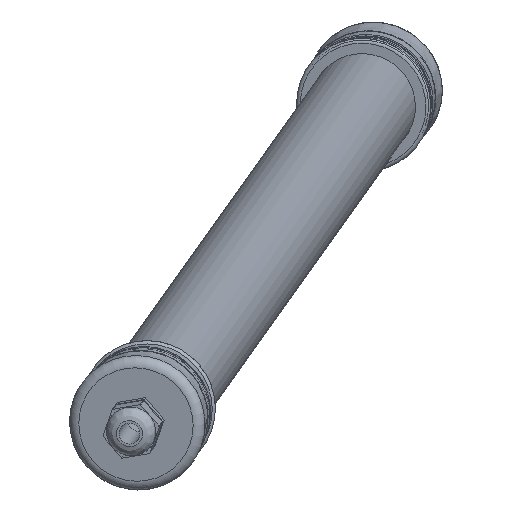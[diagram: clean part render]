
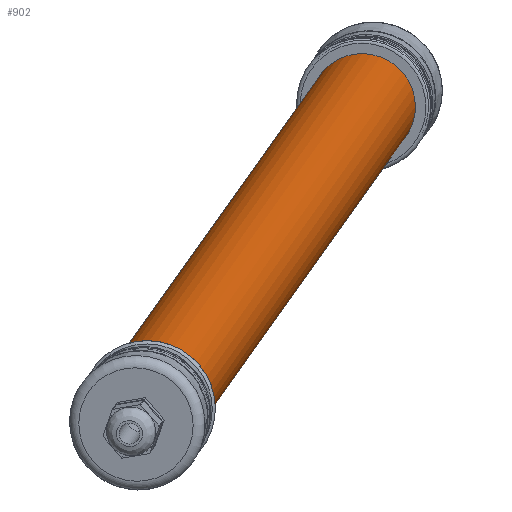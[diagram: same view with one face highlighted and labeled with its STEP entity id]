
A CAD part, left-side view. The second image highlights one B-rep face of the part: STEP entity #902.
In plain terms, the highlighted cylindrical face has radius 25 mm (diameter 50 mm), a full revolution.
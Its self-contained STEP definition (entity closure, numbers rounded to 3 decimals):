
#60=LINE('',#1532,#122);
#122=VECTOR('',#1219,25.);
#184=CYLINDRICAL_SURFACE('',#1069,25.);
#226=FACE_OUTER_BOUND('',#287,.T.);
#287=EDGE_LOOP('',(#635,#636,#637,#638));
#357=CIRCLE('',#1067,25.);
#359=CIRCLE('',#1070,25.);
#419=VERTEX_POINT('',#1525);
#421=VERTEX_POINT('',#1530);
#503=EDGE_CURVE('',#419,#419,#357,.T.);
#505=EDGE_CURVE('',#421,#421,#359,.T.);
#506=EDGE_CURVE('',#421,#419,#60,.T.);
#635=ORIENTED_EDGE('',*,*,#505,.F.);
#636=ORIENTED_EDGE('',*,*,#506,.T.);
#637=ORIENTED_EDGE('',*,*,#503,.T.);
#638=ORIENTED_EDGE('',*,*,#506,.F.);
#902=ADVANCED_FACE('',(#226),#184,.T.);
#1067=AXIS2_PLACEMENT_3D('',#1526,#1211,#1212);
#1069=AXIS2_PLACEMENT_3D('',#1529,#1215,#1216);
#1070=AXIS2_PLACEMENT_3D('',#1531,#1217,#1218);
#1211=DIRECTION('center_axis',(1.,0.,0.));
#1212=DIRECTION('ref_axis',(0.,0.,-1.));
#1215=DIRECTION('center_axis',(1.,0.,0.));
#1216=DIRECTION('ref_axis',(0.,1.,0.));
#1217=DIRECTION('center_axis',(1.,0.,0.));
#1218=DIRECTION('ref_axis',(0.,0.,-1.));
#1219=DIRECTION('',(-1.,0.,0.));
#1525=CARTESIAN_POINT('',(0.,-25.,0.));
#1526=CARTESIAN_POINT('Origin',(0.,0.,0.));
#1529=CARTESIAN_POINT('Origin',(455.,0.,0.));
#1530=CARTESIAN_POINT('',(910.,-25.,0.));
#1531=CARTESIAN_POINT('Origin',(910.,0.,0.));
#1532=CARTESIAN_POINT('',(455.,-25.,0.));
